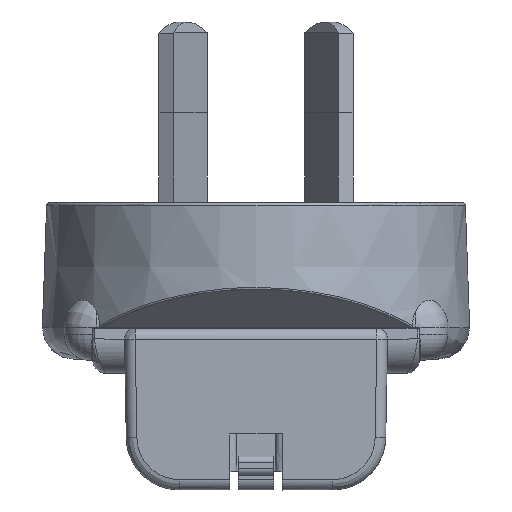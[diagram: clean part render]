
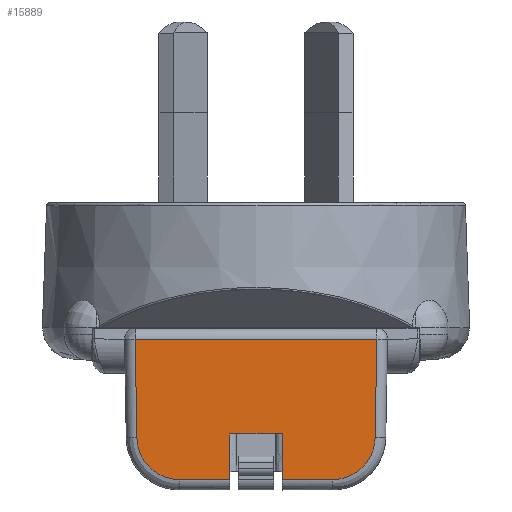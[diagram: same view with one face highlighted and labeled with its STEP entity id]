
A CAD part, front view. The second image highlights one B-rep face of the part: STEP entity #15889.
In plain terms, the highlighted planar face has unit normal (0, -1, -0.018).
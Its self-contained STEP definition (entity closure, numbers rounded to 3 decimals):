
#606 = LINE ( 'NONE', #4283, #25717 ) ;
#893 = CARTESIAN_POINT ( 'NONE',  ( 11.088, -18.973, -14.377 ) ) ;
#1026 = VECTOR ( 'NONE', #28409, 1000. ) ;
#1580 = CARTESIAN_POINT ( 'NONE',  ( -11.204, -18.991, -13.355 ) ) ;
#1618 = CARTESIAN_POINT ( 'NONE',  ( 0., -18.922, -17.285 ) ) ;
#1741 = VERTEX_POINT ( 'NONE', #1782 ) ;
#1782 = CARTESIAN_POINT ( 'NONE',  ( -11.204, -18.991, -13.355 ) ) ;
#1962 = CARTESIAN_POINT ( 'NONE',  ( -2.45, -18.922, -17.285 ) ) ;
#2027 = DIRECTION ( 'NONE',  ( 0.017, 0.017, -1. ) ) ;
#2457 = CARTESIAN_POINT ( 'NONE',  ( 0., -18.922, -17.285 ) ) ;
#2606 = VECTOR ( 'NONE', #16119, 1000. ) ;
#2915 = EDGE_CURVE ( 'NONE', #1741, #22273, #23121, .T. ) ;
#3328 = CARTESIAN_POINT ( 'NONE',  ( 11.204, -18.991, -13.355 ) ) ;
#3567 = CARTESIAN_POINT ( 'NONE',  ( 0., -19.17, -3.07 ) ) ;
#3656 = VERTEX_POINT ( 'NONE', #13238 ) ;
#4283 = CARTESIAN_POINT ( 'NONE',  ( -2.45, -18.997, -13. ) ) ;
#4387 = DIRECTION ( 'NONE',  ( 0., 0.017, -1. ) ) ;
#5103 = ORIENTED_EDGE ( 'NONE', *, *, #14501, .F. ) ;
#6030 = VECTOR ( 'NONE', #9923, 1000. ) ;
#6453 = CARTESIAN_POINT ( 'NONE',  ( -10.68, -18.956, -15.334 ) ) ;
#6808 = VECTOR ( 'NONE', #7787, 1000. ) ;
#7787 = DIRECTION ( 'NONE',  ( 1., 0., 0. ) ) ;
#8490 = PLANE ( 'NONE',  #22076 ) ;
#8923 = CARTESIAN_POINT ( 'NONE',  ( -9.636, -18.936, -16.505 ) ) ;
#9136 = EDGE_CURVE ( 'NONE', #21864, #12553, #27877, .T. ) ;
#9689 = FACE_OUTER_BOUND ( 'NONE', #15799, .T. ) ;
#9719 = VECTOR ( 'NONE', #10214, 1000. ) ;
#9923 = DIRECTION ( 'NONE',  ( 1., 0., 0. ) ) ;
#10214 = DIRECTION ( 'NONE',  ( -1., 0., 0. ) ) ;
#10587 = CARTESIAN_POINT ( 'NONE',  ( 8.228, -18.924, -17.187 ) ) ;
#10698 = ORIENTED_EDGE ( 'NONE', *, *, #17839, .F. ) ;
#10941 = DIRECTION ( 'NONE',  ( 0., -1., -0.017 ) ) ;
#11242 = LINE ( 'NONE', #17308, #9719 ) ;
#11377 = CARTESIAN_POINT ( 'NONE',  ( -8.227, -18.924, -17.187 ) ) ;
#11690 = VECTOR ( 'NONE', #2027, 1000. ) ;
#12318 = B_SPLINE_CURVE_WITH_KNOTS ( 'NONE', 3,
 ( #20246, #25143, #10587, #27577, #13046, #30046, #15451, #893, #17886, #3328 ),
 .UNSPECIFIED., .F., .F.,
 ( 4, 2, 2, 2, 4 ),
 ( 0., 0.25, 0.5, 0.75, 1. ),
 .UNSPECIFIED. ) ;
#12325 = EDGE_CURVE ( 'NONE', #22273, #14516, #18988, .T. ) ;
#12410 = EDGE_CURVE ( 'NONE', #23440, #3656, #17436, .T. ) ;
#12457 = LINE ( 'NONE', #21478, #11690 ) ;
#12553 = VERTEX_POINT ( 'NONE', #30211 ) ;
#13046 = CARTESIAN_POINT ( 'NONE',  ( 9.636, -18.936, -16.504 ) ) ;
#13238 = CARTESIAN_POINT ( 'NONE',  ( 2.45, -18.997, -13. ) ) ;
#13703 = CARTESIAN_POINT ( 'NONE',  ( 2.45, -18.922, -17.285 ) ) ;
#13809 = CARTESIAN_POINT ( 'NONE',  ( -7.205, -18.922, -17.285 ) ) ;
#14501 = EDGE_CURVE ( 'NONE', #23440, #14516, #606, .T. ) ;
#14516 = VERTEX_POINT ( 'NONE', #1962 ) ;
#15040 = ORIENTED_EDGE ( 'NONE', *, *, #19345, .T. ) ;
#15299 = EDGE_CURVE ( 'NONE', #12553, #20100, #11242, .T. ) ;
#15451 = CARTESIAN_POINT ( 'NONE',  ( 10.679, -18.956, -15.335 ) ) ;
#15799 = EDGE_LOOP ( 'NONE', ( #5103, #29238, #10698, #28155, #25538, #29887, #30240, #15040, #21973, #27108 ) ) ;
#15889 = ADVANCED_FACE ( 'NONE', ( #9689 ), #8490, .T. ) ;
#16059 = CARTESIAN_POINT ( 'NONE',  ( 11.204, -18.991, -13.355 ) ) ;
#16119 = DIRECTION ( 'NONE',  ( 0., -0.017, 1. ) ) ;
#16123 = CARTESIAN_POINT ( 'NONE',  ( -11.195, -18.982, -13.876 ) ) ;
#17308 = CARTESIAN_POINT ( 'NONE',  ( 0., -19.153, -4.087 ) ) ;
#17436 = LINE ( 'NONE', #22333, #6808 ) ;
#17839 = EDGE_CURVE ( 'NONE', #22697, #3656, #21985, .T. ) ;
#17886 = CARTESIAN_POINT ( 'NONE',  ( 11.195, -18.982, -13.876 ) ) ;
#18988 = LINE ( 'NONE', #2457, #6030 ) ;
#19202 = EDGE_CURVE ( 'NONE', #22697, #22071, #20411, .T. ) ;
#19345 = EDGE_CURVE ( 'NONE', #20100, #1741, #12457, .T. ) ;
#20100 = VERTEX_POINT ( 'NONE', #21549 ) ;
#20246 = CARTESIAN_POINT ( 'NONE',  ( 7.205, -18.922, -17.285 ) ) ;
#20411 = LINE ( 'NONE', #1618, #1026 ) ;
#21021 = CARTESIAN_POINT ( 'NONE',  ( -11.088, -18.973, -14.377 ) ) ;
#21478 = CARTESIAN_POINT ( 'NONE',  ( -11.366, -19.153, -4.087 ) ) ;
#21549 = CARTESIAN_POINT ( 'NONE',  ( -11.366, -19.153, -4.087 ) ) ;
#21864 = VERTEX_POINT ( 'NONE', #26436 ) ;
#21973 = ORIENTED_EDGE ( 'NONE', *, *, #2915, .T. ) ;
#21985 = LINE ( 'NONE', #13703, #2606 ) ;
#22071 = VERTEX_POINT ( 'NONE', #24736 ) ;
#22076 = AXIS2_PLACEMENT_3D ( 'NONE', #3567, #10941, #27931 ) ;
#22273 = VERTEX_POINT ( 'NONE', #31102 ) ;
#22333 = CARTESIAN_POINT ( 'NONE',  ( 0., -18.997, -13. ) ) ;
#22697 = VERTEX_POINT ( 'NONE', #29010 ) ;
#23121 = B_SPLINE_CURVE_WITH_KNOTS ( 'NONE', 3,
 ( #1580, #16123, #21021, #6453, #23462, #8923, #25924, #11377, #28363, #13809 ),
 .UNSPECIFIED., .F., .F.,
 ( 4, 2, 2, 2, 4 ),
 ( 0., 0.25, 0.5, 0.75, 1. ),
 .UNSPECIFIED. ) ;
#23440 = VERTEX_POINT ( 'NONE', #27843 ) ;
#23462 = CARTESIAN_POINT ( 'NONE',  ( -10.381, -18.949, -15.772 ) ) ;
#24736 = CARTESIAN_POINT ( 'NONE',  ( 7.205, -18.922, -17.285 ) ) ;
#25143 = CARTESIAN_POINT ( 'NONE',  ( 7.725, -18.922, -17.285 ) ) ;
#25538 = ORIENTED_EDGE ( 'NONE', *, *, #29811, .T. ) ;
#25717 = VECTOR ( 'NONE', #4387, 1000. ) ;
#25924 = CARTESIAN_POINT ( 'NONE',  ( -9.193, -18.931, -16.795 ) ) ;
#26436 = CARTESIAN_POINT ( 'NONE',  ( 11.204, -18.991, -13.355 ) ) ;
#27108 = ORIENTED_EDGE ( 'NONE', *, *, #12325, .T. ) ;
#27119 = VECTOR ( 'NONE', #28293, 1000. ) ;
#27577 = CARTESIAN_POINT ( 'NONE',  ( 9.193, -18.931, -16.796 ) ) ;
#27843 = CARTESIAN_POINT ( 'NONE',  ( -2.45, -18.997, -13. ) ) ;
#27877 = LINE ( 'NONE', #16059, #27119 ) ;
#27931 = DIRECTION ( 'NONE',  ( 0., 0.017, -1. ) ) ;
#28155 = ORIENTED_EDGE ( 'NONE', *, *, #19202, .T. ) ;
#28293 = DIRECTION ( 'NONE',  ( 0.017, -0.017, 1. ) ) ;
#28363 = CARTESIAN_POINT ( 'NONE',  ( -7.726, -18.922, -17.285 ) ) ;
#28409 = DIRECTION ( 'NONE',  ( 1., 0., 0. ) ) ;
#29010 = CARTESIAN_POINT ( 'NONE',  ( 2.45, -18.922, -17.285 ) ) ;
#29238 = ORIENTED_EDGE ( 'NONE', *, *, #12410, .T. ) ;
#29811 = EDGE_CURVE ( 'NONE', #22071, #21864, #12318, .T. ) ;
#29887 = ORIENTED_EDGE ( 'NONE', *, *, #9136, .T. ) ;
#30046 = CARTESIAN_POINT ( 'NONE',  ( 10.381, -18.949, -15.773 ) ) ;
#30211 = CARTESIAN_POINT ( 'NONE',  ( 11.366, -19.153, -4.087 ) ) ;
#30240 = ORIENTED_EDGE ( 'NONE', *, *, #15299, .T. ) ;
#31102 = CARTESIAN_POINT ( 'NONE',  ( -7.205, -18.922, -17.285 ) ) ;
